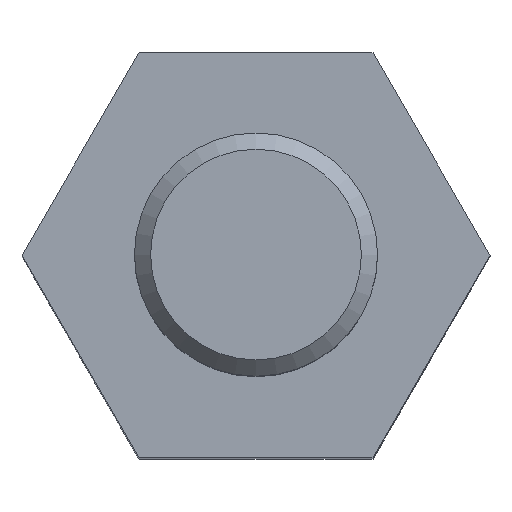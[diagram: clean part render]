
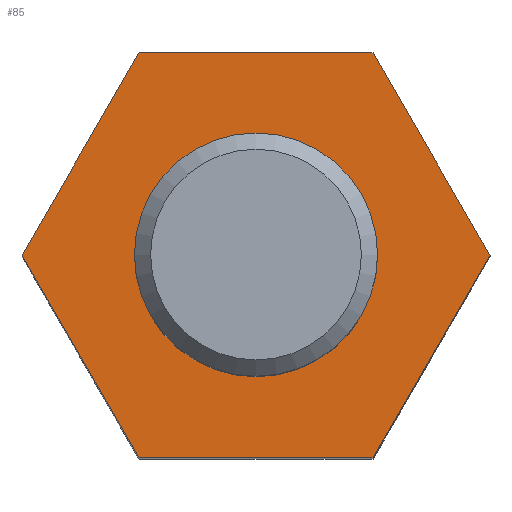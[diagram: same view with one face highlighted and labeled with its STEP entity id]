
A CAD part, top view. The second image highlights one B-rep face of the part: STEP entity #85.
In plain terms, the highlighted planar face has unit normal (0, 0, 1).
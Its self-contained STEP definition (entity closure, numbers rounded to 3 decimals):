
#85 = ADVANCED_FACE( '', ( #178, #179 ), #180, .T. );
#178 = FACE_BOUND( '', #272, .T. );
#179 = FACE_OUTER_BOUND( '', #273, .T. );
#180 = PLANE( '', #274 );
#272 = EDGE_LOOP( '', ( #431 ) );
#273 = EDGE_LOOP( '', ( #432, #433, #434, #435, #436, #437 ) );
#274 = AXIS2_PLACEMENT_3D( '', #438, #439, #440 );
#431 = ORIENTED_EDGE( '', *, *, #537, .T. );
#432 = ORIENTED_EDGE( '', *, *, #487, .T. );
#433 = ORIENTED_EDGE( '', *, *, #535, .T. );
#434 = ORIENTED_EDGE( '', *, *, #502, .T. );
#435 = ORIENTED_EDGE( '', *, *, #538, .T. );
#436 = ORIENTED_EDGE( '', *, *, #522, .T. );
#437 = ORIENTED_EDGE( '', *, *, #507, .T. );
#438 = CARTESIAN_POINT( '', ( 0., 0., 20. ) );
#439 = DIRECTION( '', ( 0., 0., 1. ) );
#440 = DIRECTION( '', ( 1., 0., 0. ) );
#487 = EDGE_CURVE( '', #560, #558, #561, .T. );
#502 = EDGE_CURVE( '', #584, #582, #585, .T. );
#507 = EDGE_CURVE( '', #591, #560, #592, .T. );
#522 = EDGE_CURVE( '', #609, #591, #610, .T. );
#535 = EDGE_CURVE( '', #558, #584, #628, .T. );
#537 = EDGE_CURVE( '', #630, #630, #631, .F. );
#538 = EDGE_CURVE( '', #582, #609, #632, .T. );
#558 = VERTEX_POINT( '', #674 );
#560 = VERTEX_POINT( '', #677 );
#561 = LINE( '', #678, #679 );
#582 = VERTEX_POINT( '', #708 );
#584 = VERTEX_POINT( '', #711 );
#585 = LINE( '', #712, #713 );
#591 = VERTEX_POINT( '', #732 );
#592 = LINE( '', #733, #734 );
#609 = VERTEX_POINT( '', #776 );
#610 = LINE( '', #777, #778 );
#628 = LINE( '', #802, #803 );
#630 = VERTEX_POINT( '', #805 );
#631 = CIRCLE( '', #806, 2.792 );
#632 = LINE( '', #807, #808 );
#674 = CARTESIAN_POINT( '', ( -2.887, 5., 20. ) );
#677 = CARTESIAN_POINT( '', ( 2.887, 5., 20. ) );
#678 = CARTESIAN_POINT( '', ( 2.887, 5., 20. ) );
#679 = VECTOR( '', #829, 1000. );
#708 = CARTESIAN_POINT( '', ( -2.887, -5., 20. ) );
#711 = CARTESIAN_POINT( '', ( -5.774, 0., 20. ) );
#712 = CARTESIAN_POINT( '', ( -5.774, 0., 20. ) );
#713 = VECTOR( '', #856, 1000. );
#732 = CARTESIAN_POINT( '', ( 5.774, 0., 20. ) );
#733 = CARTESIAN_POINT( '', ( 5.774, 0., 20. ) );
#734 = VECTOR( '', #858, 1000. );
#776 = CARTESIAN_POINT( '', ( 2.887, -5., 20. ) );
#777 = CARTESIAN_POINT( '', ( 2.887, -5., 20. ) );
#778 = VECTOR( '', #866, 1000. );
#802 = CARTESIAN_POINT( '', ( -2.887, 5., 20. ) );
#803 = VECTOR( '', #880, 1000. );
#805 = CARTESIAN_POINT( '', ( 2.792, 0., 20. ) );
#806 = AXIS2_PLACEMENT_3D( '', #881, #882, #883 );
#807 = CARTESIAN_POINT( '', ( -2.887, -5., 20. ) );
#808 = VECTOR( '', #884, 1000. );
#829 = DIRECTION( '', ( -1., 0., 0. ) );
#856 = DIRECTION( '', ( 0.5, -0.866, 0. ) );
#858 = DIRECTION( '', ( -0.5, 0.866, 0. ) );
#866 = DIRECTION( '', ( 0.5, 0.866, 0. ) );
#880 = DIRECTION( '', ( -0.5, -0.866, 0. ) );
#881 = CARTESIAN_POINT( '', ( 0., 0., 20. ) );
#882 = DIRECTION( '', ( 0., 0., 1. ) );
#883 = DIRECTION( '', ( 1., 0., 0. ) );
#884 = DIRECTION( '', ( 1., 0., 0. ) );
